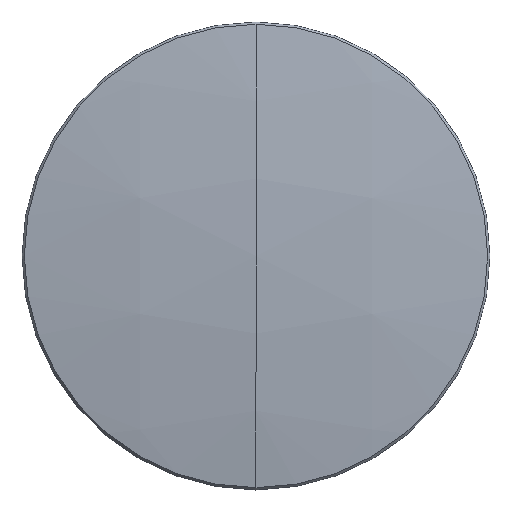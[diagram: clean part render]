
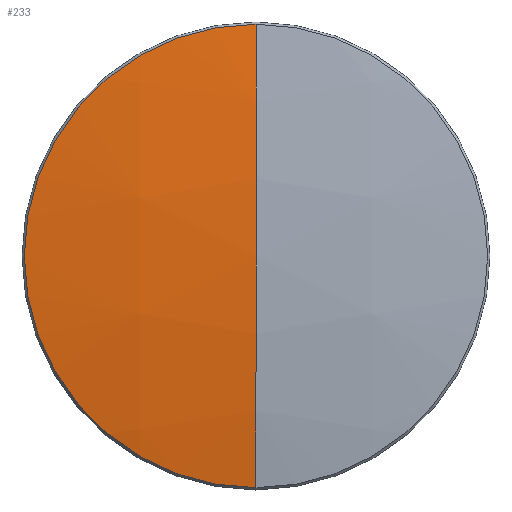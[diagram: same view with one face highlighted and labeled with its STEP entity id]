
A CAD part, top view. The second image highlights one B-rep face of the part: STEP entity #233.
In plain terms, the highlighted spherical face has radius 165.4 mm.
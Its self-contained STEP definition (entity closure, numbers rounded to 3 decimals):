
#6 = DIRECTION ( 'NONE',  ( 0., 0., 1. ) ) ;
#9 = DIRECTION ( 'NONE',  ( 0., 1., 0. ) ) ;
#10 = CARTESIAN_POINT ( 'NONE',  ( 0., -25.153, 0.848 ) ) ;
#13 = AXIS2_PLACEMENT_3D ( 'NONE', #179, #6, #210 ) ;
#14 = DIRECTION ( 'NONE',  ( 0., -1., 0. ) ) ;
#31 = CIRCLE ( 'NONE', #13, 25.153 ) ;
#35 = ORIENTED_EDGE ( 'NONE', *, *, #69, .T. ) ;
#44 = ORIENTED_EDGE ( 'NONE', *, *, #112, .T. ) ;
#68 = CARTESIAN_POINT ( 'NONE',  ( 0., 0., 0.848 ) ) ;
#69 = EDGE_CURVE ( 'NONE', #105, #86, #295, .T. ) ;
#70 = CARTESIAN_POINT ( 'NONE',  ( -25.153, 0., 0.848 ) ) ;
#86 = VERTEX_POINT ( 'NONE', #10 ) ;
#96 = DIRECTION ( 'NONE',  ( -1., 0., 0. ) ) ;
#105 = VERTEX_POINT ( 'NONE', #70 ) ;
#109 = FACE_OUTER_BOUND ( 'NONE', #117, .T. ) ;
#112 = EDGE_CURVE ( 'NONE', #86, #121, #198, .T. ) ;
#117 = EDGE_LOOP ( 'NONE', ( #172, #35, #44, #123 ) ) ;
#121 = VERTEX_POINT ( 'NONE', #293 ) ;
#123 = ORIENTED_EDGE ( 'NONE', *, *, #144, .F. ) ;
#125 = CARTESIAN_POINT ( 'NONE',  ( 0., 25.153, 0.848 ) ) ;
#126 = AXIS2_PLACEMENT_3D ( 'NONE', #68, #266, #96 ) ;
#127 = DIRECTION ( 'NONE',  ( 1., 0., 0. ) ) ;
#131 = CARTESIAN_POINT ( 'NONE',  ( 0., 0., -162.628 ) ) ;
#144 = EDGE_CURVE ( 'NONE', #286, #121, #191, .T. ) ;
#172 = ORIENTED_EDGE ( 'NONE', *, *, #306, .T. ) ;
#178 = AXIS2_PLACEMENT_3D ( 'NONE', #352, #188, #14 ) ;
#179 = CARTESIAN_POINT ( 'NONE',  ( 0., 0., 0.848 ) ) ;
#188 = DIRECTION ( 'NONE',  ( -1., 0., 0. ) ) ;
#191 = CIRCLE ( 'NONE', #199, 165.4 ) ;
#198 = CIRCLE ( 'NONE', #178, 165.4 ) ;
#199 = AXIS2_PLACEMENT_3D ( 'NONE', #289, #127, #315 ) ;
#210 = DIRECTION ( 'NONE',  ( -1., 0., 0. ) ) ;
#233 = ADVANCED_FACE ( 'NONE', ( #109 ), #282, .T. ) ;
#265 = DIRECTION ( 'NONE',  ( -1., 0., 0. ) ) ;
#266 = DIRECTION ( 'NONE',  ( 0., 0., 1. ) ) ;
#282 = SPHERICAL_SURFACE ( 'NONE', #320, 165.4 ) ;
#286 = VERTEX_POINT ( 'NONE', #125 ) ;
#289 = CARTESIAN_POINT ( 'NONE',  ( 0., 0., -162.628 ) ) ;
#293 = CARTESIAN_POINT ( 'NONE',  ( 0., 0., 2.772 ) ) ;
#295 = CIRCLE ( 'NONE', #126, 25.153 ) ;
#306 = EDGE_CURVE ( 'NONE', #286, #105, #31, .T. ) ;
#315 = DIRECTION ( 'NONE',  ( 0., 0., -1. ) ) ;
#320 = AXIS2_PLACEMENT_3D ( 'NONE', #131, #265, #9 ) ;
#352 = CARTESIAN_POINT ( 'NONE',  ( 0., 0., -162.628 ) ) ;
